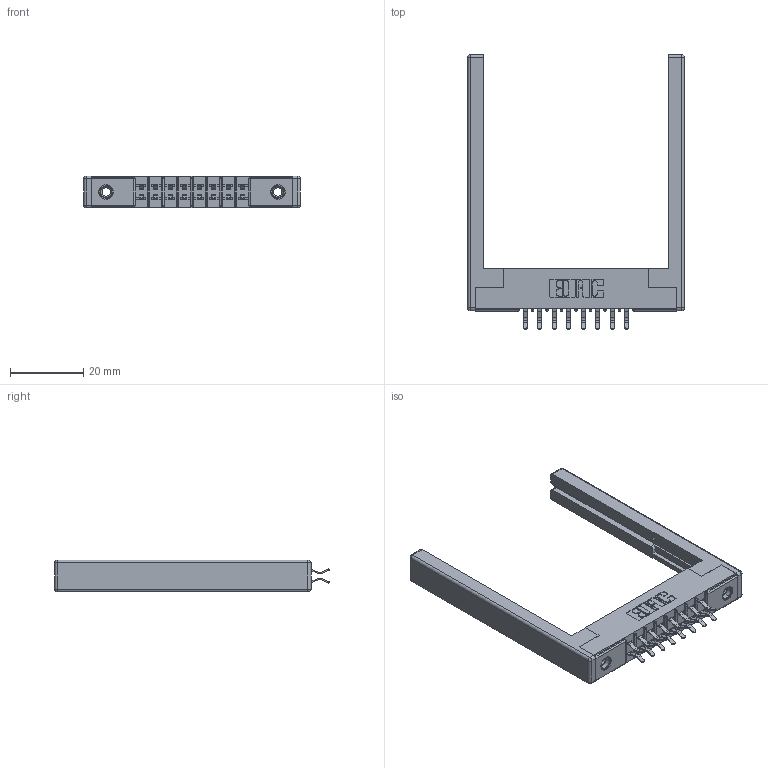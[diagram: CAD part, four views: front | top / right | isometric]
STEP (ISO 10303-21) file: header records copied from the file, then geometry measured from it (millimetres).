
FILE_DESCRIPTION (( 'STEP AP203' ), '1' );
FILE_NAME ('355-016-556-568.STEP', '2019-09-11T02:22:59', ( '' ), ( '' ), 'SwSTEP 2.0', 'SolidWorks 2016', '' );
FILE_SCHEMA (( 'CONFIG_CONTROL_DESIGN' ));
Length unit declared in the file: inch
Products named in the file (5): 307-220-068; 305-290-001_556; 305 Part_.156 Dia; 355-016-556-568; 345-250-001_345-250-001-102
Assembly tree (21 placements, depth 2):
  355-016-556-568
    305 Part_.156 Dia
    305-290-001_556  x16
    345-250-001_345-250-001-102  x2
    307-220-068  x2
Bounding box: 59.13 x 74.93 x 8.71 mm (x, y, z)
Volume: 8182 mm3; surface area: 10300.1 mm2
Topology: 21 solids, 21 shells, 1166 faces, 3290 edges, 2128 vertices
Faces by surface type: plane 652, cylinder 458, sphere 40, cone 12, torus 4
Entity records: 15782 total; most frequent: CARTESIAN_POINT 2587, ORIENTED_EDGE 2554, DIRECTION 2553, EDGE_CURVE 1277, VECTOR 981, LINE 981, VERTEX_POINT 820, AXIS2_PLACEMENT_3D 786
